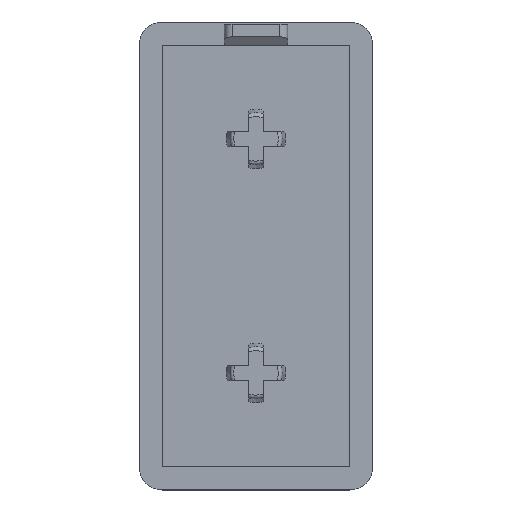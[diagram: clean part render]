
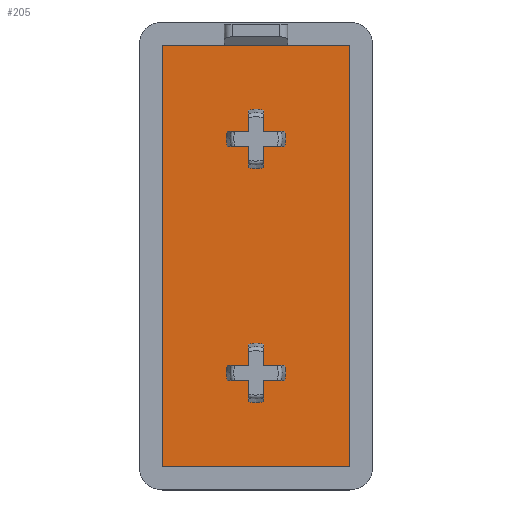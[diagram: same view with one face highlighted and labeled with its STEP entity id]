
A CAD part, top view. The second image highlights one B-rep face of the part: STEP entity #205.
In plain terms, the highlighted planar face has unit normal (0, 0, 1).
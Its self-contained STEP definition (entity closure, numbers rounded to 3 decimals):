
#205=ADVANCED_FACE('',(#325,#326,#327),#328,.F.);
#325=FACE_BOUND('',#480,.T.);
#326=FACE_BOUND('',#481,.T.);
#327=FACE_OUTER_BOUND('',#482,.T.);
#328=PLANE('',#483);
#480=EDGE_LOOP('',(#990,#991,#992,#993,#994,#995,#996,#997,#998,#999,#1000,#1001));
#481=EDGE_LOOP('',(#1002,#1003,#1004,#1005,#1006,#1007,#1008,#1009,#1010,#1011,#1012,#1013));
#482=EDGE_LOOP('',(#1014,#1015,#1016,#1017));
#483=AXIS2_PLACEMENT_3D('',#1018,#1019,#1020);
#990=ORIENTED_EDGE('',*,*,#1347,.F.);
#991=ORIENTED_EDGE('',*,*,#1425,.F.);
#992=ORIENTED_EDGE('',*,*,#1426,.F.);
#993=ORIENTED_EDGE('',*,*,#1307,.F.);
#994=ORIENTED_EDGE('',*,*,#1310,.F.);
#995=ORIENTED_EDGE('',*,*,#1427,.F.);
#996=ORIENTED_EDGE('',*,*,#1317,.F.);
#997=ORIENTED_EDGE('',*,*,#1428,.F.);
#998=ORIENTED_EDGE('',*,*,#1429,.F.);
#999=ORIENTED_EDGE('',*,*,#1278,.F.);
#1000=ORIENTED_EDGE('',*,*,#1430,.F.);
#1001=ORIENTED_EDGE('',*,*,#1431,.F.);
#1002=ORIENTED_EDGE('',*,*,#1432,.F.);
#1003=ORIENTED_EDGE('',*,*,#1433,.F.);
#1004=ORIENTED_EDGE('',*,*,#1357,.F.);
#1005=ORIENTED_EDGE('',*,*,#1323,.F.);
#1006=ORIENTED_EDGE('',*,*,#1329,.F.);
#1007=ORIENTED_EDGE('',*,*,#1434,.F.);
#1008=ORIENTED_EDGE('',*,*,#1334,.F.);
#1009=ORIENTED_EDGE('',*,*,#1435,.F.);
#1010=ORIENTED_EDGE('',*,*,#1436,.F.);
#1011=ORIENTED_EDGE('',*,*,#1437,.F.);
#1012=ORIENTED_EDGE('',*,*,#1290,.F.);
#1013=ORIENTED_EDGE('',*,*,#1438,.F.);
#1014=ORIENTED_EDGE('',*,*,#1419,.T.);
#1015=ORIENTED_EDGE('',*,*,#1417,.T.);
#1016=ORIENTED_EDGE('',*,*,#1415,.T.);
#1017=ORIENTED_EDGE('',*,*,#1412,.T.);
#1018=CARTESIAN_POINT('',(0.0,0.0,3.0));
#1019=DIRECTION('',(0.0,0.0,-1.0));
#1020=DIRECTION('',(-1.0,0.0,0.0));
#1278=EDGE_CURVE('',#1468,#1470,#1471,.F.);
#1290=EDGE_CURVE('',#1490,#1492,#1493,.F.);
#1307=EDGE_CURVE('',#1522,#1524,#1525,.T.);
#1310=EDGE_CURVE('',#1529,#1522,#1530,.F.);
#1317=EDGE_CURVE('',#1541,#1543,#1544,.T.);
#1323=EDGE_CURVE('',#1553,#1555,#1556,.F.);
#1329=EDGE_CURVE('',#1565,#1553,#1567,.T.);
#1334=EDGE_CURVE('',#1574,#1576,#1577,.F.);
#1347=EDGE_CURVE('',#1598,#1600,#1601,.F.);
#1357=EDGE_CURVE('',#1555,#1615,#1617,.T.);
#1412=EDGE_CURVE('',#1707,#1705,#1708,.F.);
#1415=EDGE_CURVE('',#1711,#1707,#1712,.T.);
#1417=EDGE_CURVE('',#1714,#1711,#1715,.T.);
#1419=EDGE_CURVE('',#1705,#1714,#1717,.F.);
#1425=EDGE_CURVE('',#1725,#1598,#1726,.F.);
#1426=EDGE_CURVE('',#1524,#1725,#1727,.F.);
#1427=EDGE_CURVE('',#1543,#1529,#1728,.F.);
#1428=EDGE_CURVE('',#1729,#1541,#1730,.T.);
#1429=EDGE_CURVE('',#1470,#1729,#1731,.F.);
#1430=EDGE_CURVE('',#1732,#1468,#1733,.T.);
#1431=EDGE_CURVE('',#1600,#1732,#1734,.F.);
#1432=EDGE_CURVE('',#1735,#1736,#1737,.T.);
#1433=EDGE_CURVE('',#1615,#1735,#1738,.T.);
#1434=EDGE_CURVE('',#1576,#1565,#1739,.T.);
#1435=EDGE_CURVE('',#1740,#1574,#1741,.F.);
#1436=EDGE_CURVE('',#1742,#1740,#1743,.T.);
#1437=EDGE_CURVE('',#1492,#1742,#1744,.T.);
#1438=EDGE_CURVE('',#1736,#1490,#1745,.T.);
#1468=VERTEX_POINT('',#1780);
#1470=VERTEX_POINT('',#1783);
#1471=LINE('',#1784,#1785);
#1490=VERTEX_POINT('',#1822);
#1492=VERTEX_POINT('',#1825);
#1493=LINE('',#1826,#1827);
#1522=VERTEX_POINT('',#1929);
#1524=VERTEX_POINT('',#1932);
#1525=LINE('',#1933,#1934);
#1529=VERTEX_POINT('',#1942);
#1530=LINE('',#1943,#1944);
#1541=VERTEX_POINT('',#1966);
#1543=VERTEX_POINT('',#1969);
#1544=LINE('',#1970,#1971);
#1553=VERTEX_POINT('',#1990);
#1555=VERTEX_POINT('',#1993);
#1556=LINE('',#1994,#1995);
#1565=VERTEX_POINT('',#2016);
#1567=LINE('',#2019,#2020);
#1574=VERTEX_POINT('',#2034);
#1576=VERTEX_POINT('',#2037);
#1577=LINE('',#2038,#2039);
#1598=VERTEX_POINT('',#2096);
#1600=VERTEX_POINT('',#2099);
#1601=LINE('',#2100,#2101);
#1615=VERTEX_POINT('',#2147);
#1617=CIRCLE('',#2150,3.8);
#1705=VERTEX_POINT('',#2273);
#1707=VERTEX_POINT('',#2276);
#1708=LINE('',#2277,#2278);
#1711=VERTEX_POINT('',#2283);
#1712=LINE('',#2284,#2285);
#1714=VERTEX_POINT('',#2288);
#1715=LINE('',#2289,#2290);
#1717=LINE('',#2293,#2294);
#1725=VERTEX_POINT('',#2305);
#1726=LINE('',#2306,#2307);
#1727=CIRCLE('',#2308,3.8);
#1728=CIRCLE('',#2309,3.8);
#1729=VERTEX_POINT('',#2310);
#1730=LINE('',#2311,#2312);
#1731=CIRCLE('',#2313,3.8);
#1732=VERTEX_POINT('',#2314);
#1733=LINE('',#2315,#2316);
#1734=CIRCLE('',#2317,3.8);
#1735=VERTEX_POINT('',#2318);
#1736=VERTEX_POINT('',#2319);
#1737=LINE('',#2320,#2321);
#1738=LINE('',#2322,#2323);
#1739=CIRCLE('',#2324,3.8);
#1740=VERTEX_POINT('',#2325);
#1741=LINE('',#2326,#2327);
#1742=VERTEX_POINT('',#2328);
#1743=CIRCLE('',#2329,3.8);
#1744=LINE('',#2330,#2331);
#1745=CIRCLE('',#2332,3.8);
#1780=CARTESIAN_POINT('',(1.0,-16.0,3.0));
#1783=CARTESIAN_POINT('',(3.666,-16.0,3.0));
#1784=CARTESIAN_POINT('',(0.0,-16.0,3.0));
#1785=VECTOR('',#2420,1.0);
#1822=CARTESIAN_POINT('',(-1.0,18.666,3.0));
#1825=CARTESIAN_POINT('',(-1.0,16.0,3.0));
#1826=CARTESIAN_POINT('',(-1.0,0.0,3.0));
#1827=VECTOR('',#2435,1.0);
#1929=CARTESIAN_POINT('',(-1.0,-14.0,3.0));
#1932=CARTESIAN_POINT('',(-3.666,-14.0,3.0));
#1933=CARTESIAN_POINT('',(0.0,-14.0,3.0));
#1934=VECTOR('',#2446,1.0);
#1942=CARTESIAN_POINT('',(-1.0,-11.334,3.0));
#1943=CARTESIAN_POINT('',(-1.0,0.0,3.0));
#1944=VECTOR('',#2448,1.0);
#1966=CARTESIAN_POINT('',(1.0,-14.0,3.0));
#1969=CARTESIAN_POINT('',(1.0,-11.334,3.0));
#1970=CARTESIAN_POINT('',(1.0,0.0,3.0));
#1971=VECTOR('',#2453,1.0);
#1990=CARTESIAN_POINT('',(1.0,14.0,3.0));
#1993=CARTESIAN_POINT('',(3.666,14.0,3.0));
#1994=CARTESIAN_POINT('',(0.0,14.0,3.0));
#1995=VECTOR('',#2457,1.0);
#2016=CARTESIAN_POINT('',(1.0,11.334,3.0));
#2019=CARTESIAN_POINT('',(1.0,0.0,3.0));
#2020=VECTOR('',#2460,1.0);
#2034=CARTESIAN_POINT('',(-1.0,14.0,3.0));
#2037=CARTESIAN_POINT('',(-1.0,11.334,3.0));
#2038=CARTESIAN_POINT('',(-1.0,0.0,3.0));
#2039=VECTOR('',#2464,1.0);
#2096=CARTESIAN_POINT('',(-1.0,-16.0,3.0));
#2099=CARTESIAN_POINT('',(-1.0,-18.666,3.0));
#2100=CARTESIAN_POINT('',(-1.0,0.0,3.0));
#2101=VECTOR('',#2474,1.0);
#2147=CARTESIAN_POINT('',(3.666,16.0,3.0));
#2150=AXIS2_PLACEMENT_3D('',#2483,#2484,#2485);
#2273=CARTESIAN_POINT('',(-12.0,27.0,3.0));
#2276=CARTESIAN_POINT('',(12.0,27.0,3.0));
#2277=CARTESIAN_POINT('',(-12.0,27.0,3.0));
#2278=VECTOR('',#2576,1.0);
#2283=CARTESIAN_POINT('',(12.0,-27.0,3.0));
#2284=CARTESIAN_POINT('',(12.0,27.0,3.0));
#2285=VECTOR('',#2579,1.0);
#2288=CARTESIAN_POINT('',(-12.0,-27.0,3.0));
#2289=CARTESIAN_POINT('',(12.0,-27.0,3.0));
#2290=VECTOR('',#2581,1.0);
#2293=CARTESIAN_POINT('',(-12.0,-27.0,3.0));
#2294=VECTOR('',#2583,1.0);
#2305=CARTESIAN_POINT('',(-3.666,-16.0,3.0));
#2306=CARTESIAN_POINT('',(0.0,-16.0,3.0));
#2307=VECTOR('',#2593,1.0);
#2308=AXIS2_PLACEMENT_3D('',#2594,#2595,#2596);
#2309=AXIS2_PLACEMENT_3D('',#2597,#2598,#2599);
#2310=CARTESIAN_POINT('',(3.666,-14.0,3.0));
#2311=CARTESIAN_POINT('',(0.0,-14.0,3.0));
#2312=VECTOR('',#2600,1.0);
#2313=AXIS2_PLACEMENT_3D('',#2601,#2602,#2603);
#2314=CARTESIAN_POINT('',(1.0,-18.666,3.0));
#2315=CARTESIAN_POINT('',(1.0,0.0,3.0));
#2316=VECTOR('',#2604,1.0);
#2317=AXIS2_PLACEMENT_3D('',#2605,#2606,#2607);
#2318=CARTESIAN_POINT('',(1.0,16.0,3.0));
#2319=CARTESIAN_POINT('',(1.0,18.666,3.0));
#2320=CARTESIAN_POINT('',(1.0,0.0,3.0));
#2321=VECTOR('',#2608,1.0);
#2322=CARTESIAN_POINT('',(0.0,16.0,3.0));
#2323=VECTOR('',#2609,1.0);
#2324=AXIS2_PLACEMENT_3D('',#2610,#2611,#2612);
#2325=CARTESIAN_POINT('',(-3.666,14.0,3.0));
#2326=CARTESIAN_POINT('',(0.0,14.0,3.0));
#2327=VECTOR('',#2613,1.0);
#2328=CARTESIAN_POINT('',(-3.666,16.0,3.0));
#2329=AXIS2_PLACEMENT_3D('',#2614,#2615,#2616);
#2330=CARTESIAN_POINT('',(0.0,16.0,3.0));
#2331=VECTOR('',#2617,1.0);
#2332=AXIS2_PLACEMENT_3D('',#2618,#2619,#2620);
#2420=DIRECTION('',(-1.0,0.0,0.0));
#2435=DIRECTION('',(0.0,1.0,0.0));
#2446=DIRECTION('',(-1.0,0.0,0.0));
#2448=DIRECTION('',(0.0,1.0,0.0));
#2453=DIRECTION('',(0.0,1.0,0.0));
#2457=DIRECTION('',(-1.0,0.0,0.0));
#2460=DIRECTION('',(0.0,1.0,0.0));
#2464=DIRECTION('',(0.0,1.0,0.0));
#2474=DIRECTION('',(0.0,1.0,0.0));
#2483=CARTESIAN_POINT('',(0.0,15.0,3.0));
#2484=DIRECTION('',(0.0,0.0,1.0));
#2485=DIRECTION('',(1.0,0.0,0.0));
#2576=DIRECTION('',(1.0,0.0,0.0));
#2579=DIRECTION('',(0.0,1.0,0.0));
#2581=DIRECTION('',(1.0,0.0,0.0));
#2583=DIRECTION('',(0.0,1.0,0.0));
#2593=DIRECTION('',(-1.0,0.0,0.0));
#2594=CARTESIAN_POINT('',(0.0,-15.0,3.0));
#2595=DIRECTION('',(0.0,0.0,-1.0));
#2596=DIRECTION('',(-1.0,0.0,0.0));
#2597=CARTESIAN_POINT('',(0.0,-15.0,3.0));
#2598=DIRECTION('',(0.0,0.0,-1.0));
#2599=DIRECTION('',(-1.0,0.0,0.0));
#2600=DIRECTION('',(-1.0,0.0,0.0));
#2601=CARTESIAN_POINT('',(0.0,-15.0,3.0));
#2602=DIRECTION('',(0.0,0.0,-1.0));
#2603=DIRECTION('',(-1.0,0.0,0.0));
#2604=DIRECTION('',(0.0,1.0,0.0));
#2605=CARTESIAN_POINT('',(0.0,-15.0,3.0));
#2606=DIRECTION('',(0.0,0.0,-1.0));
#2607=DIRECTION('',(-1.0,0.0,0.0));
#2608=DIRECTION('',(0.0,1.0,0.0));
#2609=DIRECTION('',(-1.0,0.0,0.0));
#2610=CARTESIAN_POINT('',(0.0,15.0,3.0));
#2611=DIRECTION('',(0.0,0.0,1.0));
#2612=DIRECTION('',(1.0,0.0,0.0));
#2613=DIRECTION('',(-1.0,0.0,0.0));
#2614=CARTESIAN_POINT('',(0.0,15.0,3.0));
#2615=DIRECTION('',(0.0,0.0,1.0));
#2616=DIRECTION('',(1.0,0.0,0.0));
#2617=DIRECTION('',(-1.0,0.0,0.0));
#2618=CARTESIAN_POINT('',(0.0,15.0,3.0));
#2619=DIRECTION('',(0.0,0.0,1.0));
#2620=DIRECTION('',(1.0,0.0,0.0));
